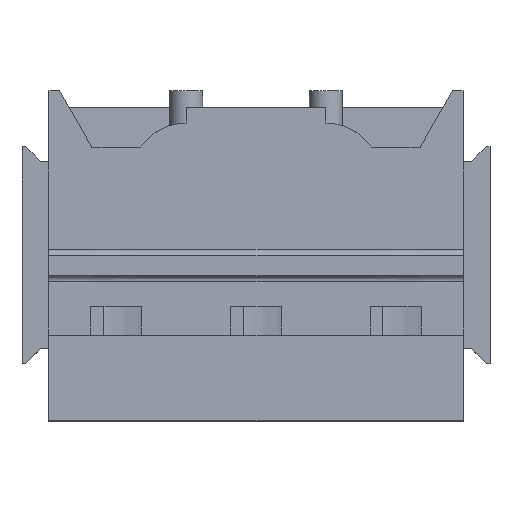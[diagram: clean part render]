
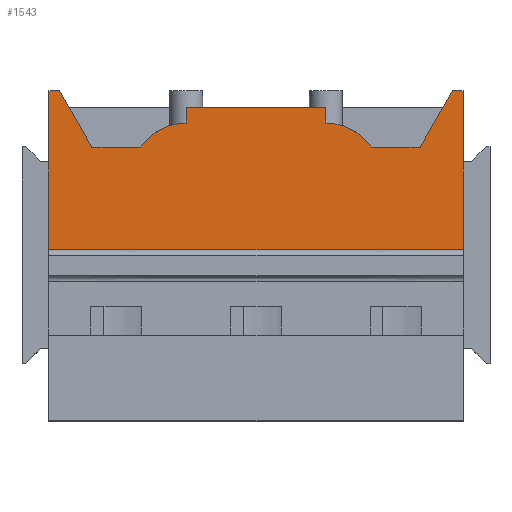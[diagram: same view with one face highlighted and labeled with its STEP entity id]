
A CAD part, top view. The second image highlights one B-rep face of the part: STEP entity #1543.
In plain terms, the highlighted planar face has unit normal (0, 0, 1).
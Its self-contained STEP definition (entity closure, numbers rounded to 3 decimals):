
#1146=AXIS2_PLACEMENT_3D('Plane Axis2P3D',#1143,#1144,#1145) ;
#1440=AXIS2_PLACEMENT_3D('Circle Axis2P3D',#1438,#1439,$) ;
#1520=AXIS2_PLACEMENT_3D('Circle Axis2P3D',#1518,#1519,$) ;
#185=CARTESIAN_POINT('Line Origine',(0.98,10.718,9.18)) ;
#189=CARTESIAN_POINT('Vertex',(0.98,9.435,9.18)) ;
#191=CARTESIAN_POINT('Vertex',(0.98,12.,9.18)) ;
#1143=CARTESIAN_POINT('Axis2P3D Location',(-4.1,5.07,9.18)) ;
#1380=CARTESIAN_POINT('Vertex',(0.98,6.22,9.18)) ;
#1398=CARTESIAN_POINT('Vertex',(16.02,6.22,9.18)) ;
#1401=CARTESIAN_POINT('Line Origine',(-4.1,6.22,9.18)) ;
#1415=CARTESIAN_POINT('Line Origine',(11.039,11.11,9.18)) ;
#1419=CARTESIAN_POINT('Vertex',(11.039,11.4,9.18)) ;
#1421=CARTESIAN_POINT('Vertex',(11.039,10.82,9.18)) ;
#1424=CARTESIAN_POINT('Line Origine',(8.5,11.4,9.18)) ;
#1428=CARTESIAN_POINT('Vertex',(5.96,11.4,9.18)) ;
#1431=CARTESIAN_POINT('Line Origine',(5.96,11.11,9.18)) ;
#1435=CARTESIAN_POINT('Vertex',(5.96,10.82,9.18)) ;
#1438=CARTESIAN_POINT('Axis2P3D Location',(5.96,8.82,9.18)) ;
#1442=CARTESIAN_POINT('Vertex',(4.31,9.95,9.18)) ;
#1445=CARTESIAN_POINT('Line Origine',(3.423,9.95,9.18)) ;
#1449=CARTESIAN_POINT('Vertex',(2.537,9.95,9.18)) ;
#1452=CARTESIAN_POINT('Line Origine',(1.945,10.975,9.18)) ;
#1456=CARTESIAN_POINT('Vertex',(1.353,12.,9.18)) ;
#1459=CARTESIAN_POINT('Line Origine',(1.167,12.,9.18)) ;
#1464=CARTESIAN_POINT('Line Origine',(0.98,9.217,9.18)) ;
#1468=CARTESIAN_POINT('Vertex',(0.98,9.,9.18)) ;
#1471=CARTESIAN_POINT('Line Origine',(0.98,7.61,9.18)) ;
#1476=CARTESIAN_POINT('Line Origine',(16.02,7.61,9.18)) ;
#1480=CARTESIAN_POINT('Vertex',(16.02,9.,9.18)) ;
#1483=CARTESIAN_POINT('Line Origine',(16.02,9.217,9.18)) ;
#1487=CARTESIAN_POINT('Vertex',(16.02,9.435,9.18)) ;
#1490=CARTESIAN_POINT('Line Origine',(16.02,10.717,9.18)) ;
#1494=CARTESIAN_POINT('Vertex',(16.02,12.,9.18)) ;
#1497=CARTESIAN_POINT('Line Origine',(15.833,12.,9.18)) ;
#1501=CARTESIAN_POINT('Vertex',(15.647,12.,9.18)) ;
#1504=CARTESIAN_POINT('Line Origine',(15.055,10.975,9.18)) ;
#1508=CARTESIAN_POINT('Vertex',(14.463,9.95,9.18)) ;
#1511=CARTESIAN_POINT('Line Origine',(13.577,9.95,9.18)) ;
#1515=CARTESIAN_POINT('Vertex',(12.69,9.95,9.18)) ;
#1518=CARTESIAN_POINT('Axis2P3D Location',(11.04,8.82,9.18)) ;
#186=DIRECTION('Vector Direction',(0.,-1.,0.)) ;
#1144=DIRECTION('Axis2P3D Direction',(0.,0.,1.)) ;
#1145=DIRECTION('Axis2P3D XDirection',(0.,-1.,0.)) ;
#1402=DIRECTION('Vector Direction',(1.,0.,0.)) ;
#1416=DIRECTION('Vector Direction',(0.,-1.,0.)) ;
#1425=DIRECTION('Vector Direction',(-1.,0.,0.)) ;
#1432=DIRECTION('Vector Direction',(-0.001,-1.,0.)) ;
#1439=DIRECTION('Axis2P3D Direction',(0.,0.,1.)) ;
#1446=DIRECTION('Vector Direction',(1.,0.,0.)) ;
#1453=DIRECTION('Vector Direction',(0.5,-0.866,0.)) ;
#1460=DIRECTION('Vector Direction',(1.,0.,0.)) ;
#1465=DIRECTION('Vector Direction',(0.,-1.,0.)) ;
#1472=DIRECTION('Vector Direction',(0.,-1.,0.)) ;
#1477=DIRECTION('Vector Direction',(0.,-1.,0.)) ;
#1484=DIRECTION('Vector Direction',(0.,-1.,0.)) ;
#1491=DIRECTION('Vector Direction',(0.,-1.,0.)) ;
#1498=DIRECTION('Vector Direction',(1.,0.,0.)) ;
#1505=DIRECTION('Vector Direction',(0.5,0.866,0.)) ;
#1512=DIRECTION('Vector Direction',(-1.,0.,0.)) ;
#1519=DIRECTION('Axis2P3D Direction',(0.,0.,1.)) ;
#187=VECTOR('Line Direction',#186,1.) ;
#1403=VECTOR('Line Direction',#1402,1.) ;
#1417=VECTOR('Line Direction',#1416,1.) ;
#1426=VECTOR('Line Direction',#1425,1.) ;
#1433=VECTOR('Line Direction',#1432,1.) ;
#1447=VECTOR('Line Direction',#1446,1.) ;
#1454=VECTOR('Line Direction',#1453,1.) ;
#1461=VECTOR('Line Direction',#1460,1.) ;
#1466=VECTOR('Line Direction',#1465,1.) ;
#1473=VECTOR('Line Direction',#1472,1.) ;
#1478=VECTOR('Line Direction',#1477,1.) ;
#1485=VECTOR('Line Direction',#1484,1.) ;
#1492=VECTOR('Line Direction',#1491,1.) ;
#1499=VECTOR('Line Direction',#1498,1.) ;
#1506=VECTOR('Line Direction',#1505,1.) ;
#1513=VECTOR('Line Direction',#1512,1.) ;
#1524=ORIENTED_EDGE('',*,*,#1423,.F.) ;
#1525=ORIENTED_EDGE('',*,*,#1430,.F.) ;
#1526=ORIENTED_EDGE('',*,*,#1437,.F.) ;
#1527=ORIENTED_EDGE('',*,*,#1444,.F.) ;
#1528=ORIENTED_EDGE('',*,*,#1451,.F.) ;
#1529=ORIENTED_EDGE('',*,*,#1458,.F.) ;
#1530=ORIENTED_EDGE('',*,*,#1463,.F.) ;
#1531=ORIENTED_EDGE('',*,*,#193,.F.) ;
#1532=ORIENTED_EDGE('',*,*,#1470,.F.) ;
#1533=ORIENTED_EDGE('',*,*,#1475,.F.) ;
#1534=ORIENTED_EDGE('',*,*,#1405,.T.) ;
#1535=ORIENTED_EDGE('',*,*,#1482,.F.) ;
#1536=ORIENTED_EDGE('',*,*,#1489,.F.) ;
#1537=ORIENTED_EDGE('',*,*,#1496,.F.) ;
#1538=ORIENTED_EDGE('',*,*,#1503,.F.) ;
#1539=ORIENTED_EDGE('',*,*,#1510,.F.) ;
#1540=ORIENTED_EDGE('',*,*,#1517,.F.) ;
#1541=ORIENTED_EDGE('',*,*,#1522,.F.) ;
#1543=ADVANCED_FACE('HOUSING',(#1542),#1147,.T.) ;
#1441=CIRCLE('generated circle',#1440,2.) ;
#1521=CIRCLE('generated circle',#1520,2.) ;
#193=EDGE_CURVE('',#190,#192,#188,.F.) ;
#1405=EDGE_CURVE('',#1381,#1399,#1404,.T.) ;
#1423=EDGE_CURVE('',#1420,#1422,#1418,.T.) ;
#1430=EDGE_CURVE('',#1429,#1420,#1427,.F.) ;
#1437=EDGE_CURVE('',#1436,#1429,#1434,.F.) ;
#1444=EDGE_CURVE('',#1443,#1436,#1441,.F.) ;
#1451=EDGE_CURVE('',#1450,#1443,#1448,.T.) ;
#1458=EDGE_CURVE('',#1457,#1450,#1455,.T.) ;
#1463=EDGE_CURVE('',#192,#1457,#1462,.T.) ;
#1470=EDGE_CURVE('',#1469,#190,#1467,.F.) ;
#1475=EDGE_CURVE('',#1381,#1469,#1474,.F.) ;
#1482=EDGE_CURVE('',#1481,#1399,#1479,.T.) ;
#1489=EDGE_CURVE('',#1488,#1481,#1486,.T.) ;
#1496=EDGE_CURVE('',#1495,#1488,#1493,.T.) ;
#1503=EDGE_CURVE('',#1502,#1495,#1500,.T.) ;
#1510=EDGE_CURVE('',#1509,#1502,#1507,.T.) ;
#1517=EDGE_CURVE('',#1516,#1509,#1514,.F.) ;
#1522=EDGE_CURVE('',#1422,#1516,#1521,.F.) ;
#1523=EDGE_LOOP('',(#1524,#1525,#1526,#1527,#1528,#1529,#1530,#1531,#1532,#1533,#1534,#1535,#1536,#1537,#1538,#1539,#1540,#1541)) ;
#1542=FACE_OUTER_BOUND('',#1523,.T.) ;
#188=LINE('Line',#185,#187) ;
#1404=LINE('Line',#1401,#1403) ;
#1418=LINE('Line',#1415,#1417) ;
#1427=LINE('Line',#1424,#1426) ;
#1434=LINE('Line',#1431,#1433) ;
#1448=LINE('Line',#1445,#1447) ;
#1455=LINE('Line',#1452,#1454) ;
#1462=LINE('Line',#1459,#1461) ;
#1467=LINE('Line',#1464,#1466) ;
#1474=LINE('Line',#1471,#1473) ;
#1479=LINE('Line',#1476,#1478) ;
#1486=LINE('Line',#1483,#1485) ;
#1493=LINE('Line',#1490,#1492) ;
#1500=LINE('Line',#1497,#1499) ;
#1507=LINE('Line',#1504,#1506) ;
#1514=LINE('Line',#1511,#1513) ;
#1147=PLANE('',#1146) ;
#190=VERTEX_POINT('',#189) ;
#192=VERTEX_POINT('',#191) ;
#1381=VERTEX_POINT('',#1380) ;
#1399=VERTEX_POINT('',#1398) ;
#1420=VERTEX_POINT('',#1419) ;
#1422=VERTEX_POINT('',#1421) ;
#1429=VERTEX_POINT('',#1428) ;
#1436=VERTEX_POINT('',#1435) ;
#1443=VERTEX_POINT('',#1442) ;
#1450=VERTEX_POINT('',#1449) ;
#1457=VERTEX_POINT('',#1456) ;
#1469=VERTEX_POINT('',#1468) ;
#1481=VERTEX_POINT('',#1480) ;
#1488=VERTEX_POINT('',#1487) ;
#1495=VERTEX_POINT('',#1494) ;
#1502=VERTEX_POINT('',#1501) ;
#1509=VERTEX_POINT('',#1508) ;
#1516=VERTEX_POINT('',#1515) ;
